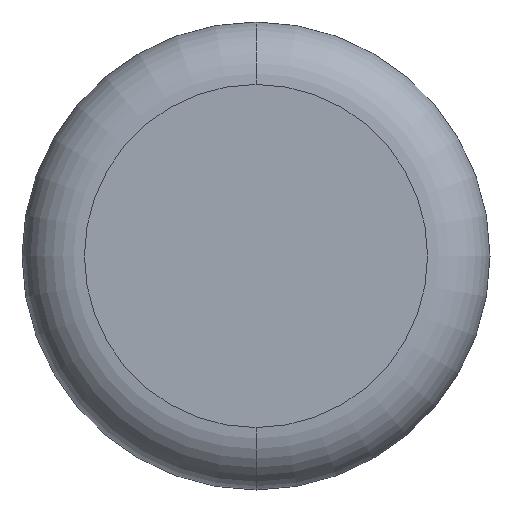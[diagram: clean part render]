
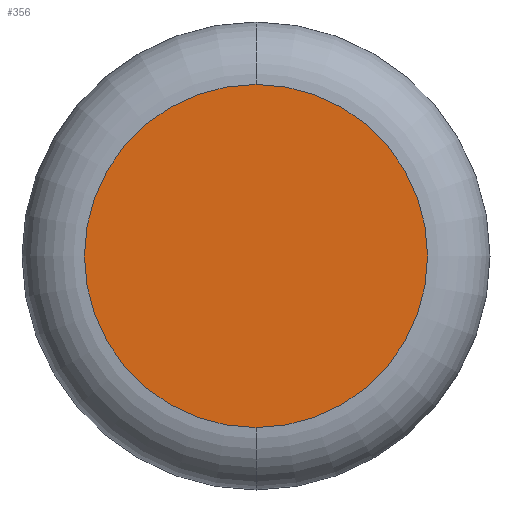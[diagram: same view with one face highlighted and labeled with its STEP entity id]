
A CAD part, front view. The second image highlights one B-rep face of the part: STEP entity #356.
In plain terms, the highlighted planar face has unit normal (0, -1, 0).
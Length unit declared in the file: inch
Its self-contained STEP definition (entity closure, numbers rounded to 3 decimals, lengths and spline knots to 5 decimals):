
#8 = AXIS2_PLACEMENT_3D ( 'NONE', #371, #478, #219 ) ;
#22 = PLANE ( 'NONE',  #8 ) ;
#42 = ORIENTED_EDGE ( 'NONE', *, *, #538, .T. ) ;
#45 = DIRECTION ( 'NONE',  ( 0., 0., -1. ) ) ;
#87 = CARTESIAN_POINT ( 'NONE',  ( 0., 0., -1.375 ) ) ;
#99 = DIRECTION ( 'NONE',  ( 0., -1., 0. ) ) ;
#181 = CARTESIAN_POINT ( 'NONE',  ( 0., 0., 0. ) ) ;
#186 = CIRCLE ( 'NONE', #604, 1.375 ) ;
#200 = EDGE_CURVE ( 'NONE', #646, #496, #186, .T. ) ;
#219 = DIRECTION ( 'NONE',  ( 0., 0., 1. ) ) ;
#293 = EDGE_LOOP ( 'NONE', ( #613, #42 ) ) ;
#296 = CIRCLE ( 'NONE', #564, 1.375 ) ;
#315 = FACE_OUTER_BOUND ( 'NONE', #293, .T. ) ;
#332 = DIRECTION ( 'NONE',  ( 0., 0., -1. ) ) ;
#356 = ADVANCED_FACE ( 'NONE', ( #315 ), #22, .F. ) ;
#371 = CARTESIAN_POINT ( 'NONE',  ( 0., 0., 0. ) ) ;
#380 = CARTESIAN_POINT ( 'NONE',  ( 0., 0., 1.375 ) ) ;
#478 = DIRECTION ( 'NONE',  ( 0., 1., 0. ) ) ;
#496 = VERTEX_POINT ( 'NONE', #380 ) ;
#538 = EDGE_CURVE ( 'NONE', #496, #646, #296, .T. ) ;
#558 = CARTESIAN_POINT ( 'NONE',  ( 0., 0., 0. ) ) ;
#564 = AXIS2_PLACEMENT_3D ( 'NONE', #181, #647, #332 ) ;
#604 = AXIS2_PLACEMENT_3D ( 'NONE', #558, #99, #45 ) ;
#613 = ORIENTED_EDGE ( 'NONE', *, *, #200, .T. ) ;
#646 = VERTEX_POINT ( 'NONE', #87 ) ;
#647 = DIRECTION ( 'NONE',  ( 0., -1., 0. ) ) ;
